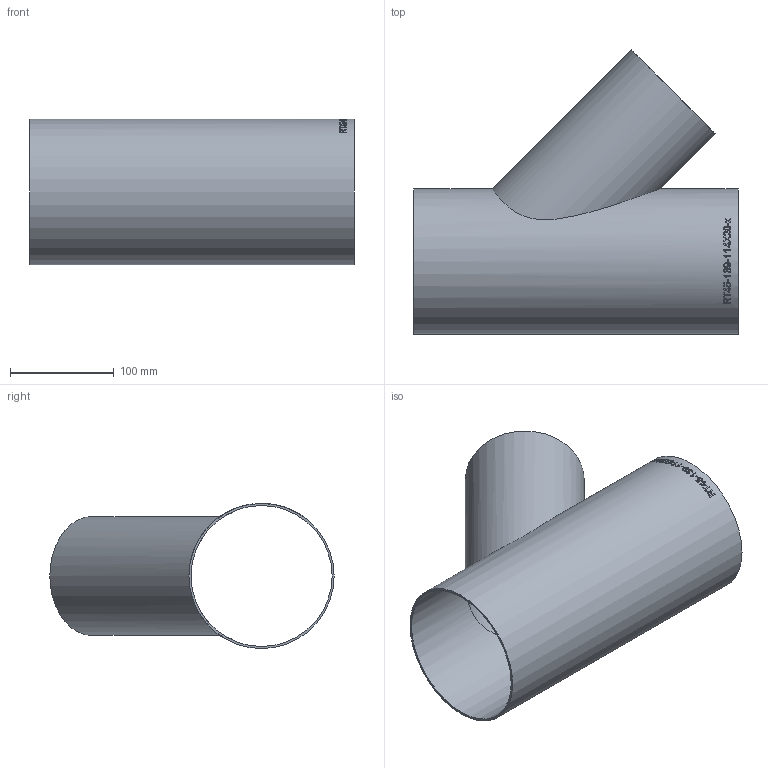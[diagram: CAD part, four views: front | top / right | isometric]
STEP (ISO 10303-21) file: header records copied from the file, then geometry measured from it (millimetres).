
FILE_DESCRIPTION (( 'STEP AP214' ), '1' );
FILE_NAME ('RT45-139-114X20-x T-Stück 45°reduziert Ø139,7 L312 1911.STEP', '2019-11-20T08:34:07', ( '' ), ( '' ), 'SwSTEP 2.0', 'SolidWorks 2016', '' );
FILE_SCHEMA (( 'AUTOMOTIVE_DESIGN' ));
Length unit declared in the file: millimetre
Products named in the file (1): RT45-139-114X20-x T-Stück 45°reduziert Ø139,7 L312  1911
Bounding box: 312 x 273.56 x 139.7 mm (x, y, z)
Volume: 346472.4 mm3; surface area: 348860.2 mm2
Topology: 1 solids, 1 shells, 218 faces, 583 edges, 389 vertices
Faces by surface type: bspline 107, plane 85, cylinder 26
Full cylindrical faces by diameter (mm): 110.3 x1, 114.3 x1, 135.7 x1, 139.7 x1
Entity records: 25408 total; most frequent: CARTESIAN_POINT 18592, ORIENTED_EDGE 1150, EDGE_CURVE 575, DIRECTION 551, VERTEX_POINT 386, B_SPLINE_CURVE_WITH_KNOTS 346, EDGE_LOOP 249, FACE_OUTER_BOUND 222
